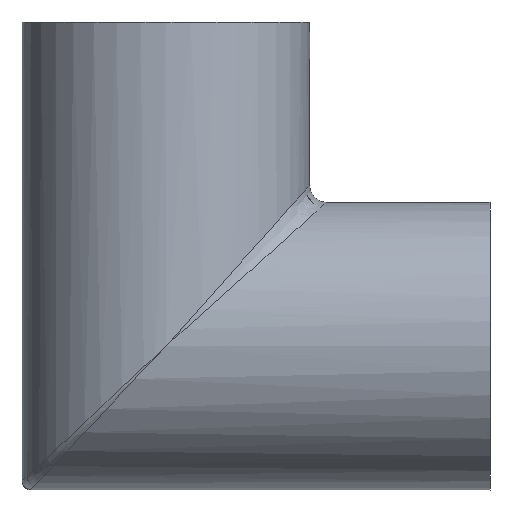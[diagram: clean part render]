
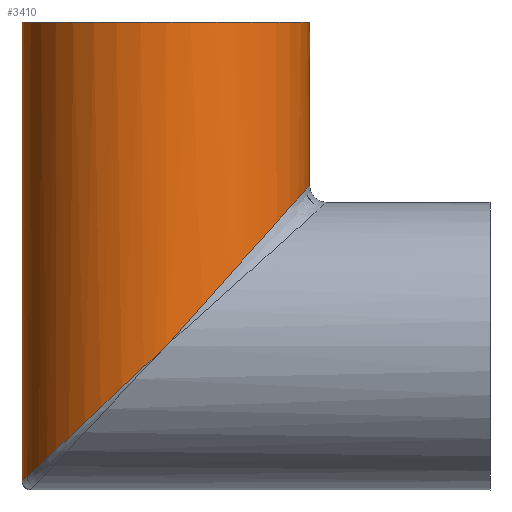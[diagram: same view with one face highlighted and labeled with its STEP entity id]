
A CAD part, left-side view. The second image highlights one B-rep face of the part: STEP entity #3410.
In plain terms, the highlighted cylindrical face has radius 16.85 mm (diameter 33.7 mm), a full revolution.
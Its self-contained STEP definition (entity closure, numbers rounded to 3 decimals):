
#976 = DIRECTION ( 'NONE',  ( 0., 0., 1. ) ) ;
#1184 = EDGE_LOOP ( 'NONE', ( #15584, #12953 ) ) ;
#1575 = EDGE_CURVE ( 'NONE', #6329, #5596, #4791, .T. ) ;
#1790 = AXIS2_PLACEMENT_3D ( 'NONE', #4117, #11610, #7846 ) ;
#1960 = CARTESIAN_POINT ( 'NONE',  ( -16.85, 38., 0. ) ) ;
#2971 = CIRCLE ( 'NONE', #6333, 16.85 ) ;
#3405 = CARTESIAN_POINT ( 'NONE',  ( 16.85, 71.7, -31.7 ) ) ;
#3410 = ADVANCED_FACE ( 'NONE', ( #5942, #12307 ), #15750, .T. ) ;
#4117 = CARTESIAN_POINT ( 'NONE',  ( 0., 38., 38. ) ) ;
#4791 =( BOUNDED_CURVE ( )  B_SPLINE_CURVE ( 3, ( #5685, #6855, #5576, #15622 ),
 .UNSPECIFIED., .F., .F. ) 
 B_SPLINE_CURVE_WITH_KNOTS ( ( 4, 4 ),
 ( 4.712, 7.854 ),
 .UNSPECIFIED. ) 
 CURVE ( )  GEOMETRIC_REPRESENTATION_ITEM ( )  RATIONAL_B_SPLINE_CURVE ( ( 1., 0.333, 0.333, 1. ) ) 
 REPRESENTATION_ITEM ( '' )  );
#5164 = EDGE_LOOP ( 'NONE', ( #14823 ) ) ;
#5576 = CARTESIAN_POINT ( 'NONE',  ( 16.85, 4.3, 37.7 ) ) ;
#5596 = VERTEX_POINT ( 'NONE', #7024 ) ;
#5685 = CARTESIAN_POINT ( 'NONE',  ( -16.85, 38., 0. ) ) ;
#5868 = CARTESIAN_POINT ( 'NONE',  ( 0., 38., 38. ) ) ;
#5942 = FACE_OUTER_BOUND ( 'NONE', #5164, .T. ) ;
#6329 = VERTEX_POINT ( 'NONE', #1960 ) ;
#6333 = AXIS2_PLACEMENT_3D ( 'NONE', #5868, #976, #9651 ) ;
#6583 = CARTESIAN_POINT ( 'NONE',  ( 0., 21.15, 38. ) ) ;
#6855 = CARTESIAN_POINT ( 'NONE',  ( -16.85, 4.3, 37.7 ) ) ;
#7024 = CARTESIAN_POINT ( 'NONE',  ( 16.85, 38., 0. ) ) ;
#7846 = DIRECTION ( 'NONE',  ( -1., 0., 0. ) ) ;
#8332 = CARTESIAN_POINT ( 'NONE',  ( 16.85, 38., 0. ) ) ;
#9651 = DIRECTION ( 'NONE',  ( 0., -1., 0. ) ) ;
#9842 = EDGE_CURVE ( 'NONE', #12946, #12946, #2971, .T. ) ;
#11610 = DIRECTION ( 'NONE',  ( 0., 0., -1. ) ) ;
#12307 = FACE_OUTER_BOUND ( 'NONE', #1184, .T. ) ;
#12697 =( BOUNDED_CURVE ( )  B_SPLINE_CURVE ( 3, ( #8332, #3405, #14513, #13167 ),
 .UNSPECIFIED., .F., .F. ) 
 B_SPLINE_CURVE_WITH_KNOTS ( ( 4, 4 ),
 ( 1.571, 4.712 ),
 .UNSPECIFIED. ) 
 CURVE ( )  GEOMETRIC_REPRESENTATION_ITEM ( )  RATIONAL_B_SPLINE_CURVE ( ( 1., 0.333, 0.333, 1. ) ) 
 REPRESENTATION_ITEM ( '' )  );
#12946 = VERTEX_POINT ( 'NONE', #6583 ) ;
#12953 = ORIENTED_EDGE ( 'NONE', *, *, #14996, .T. ) ;
#13167 = CARTESIAN_POINT ( 'NONE',  ( -16.85, 38., 0. ) ) ;
#14513 = CARTESIAN_POINT ( 'NONE',  ( -16.85, 71.7, -31.7 ) ) ;
#14823 = ORIENTED_EDGE ( 'NONE', *, *, #9842, .F. ) ;
#14996 = EDGE_CURVE ( 'NONE', #5596, #6329, #12697, .T. ) ;
#15584 = ORIENTED_EDGE ( 'NONE', *, *, #1575, .T. ) ;
#15622 = CARTESIAN_POINT ( 'NONE',  ( 16.85, 38., 0. ) ) ;
#15750 = CYLINDRICAL_SURFACE ( 'NONE', #1790, 16.85 ) ;
